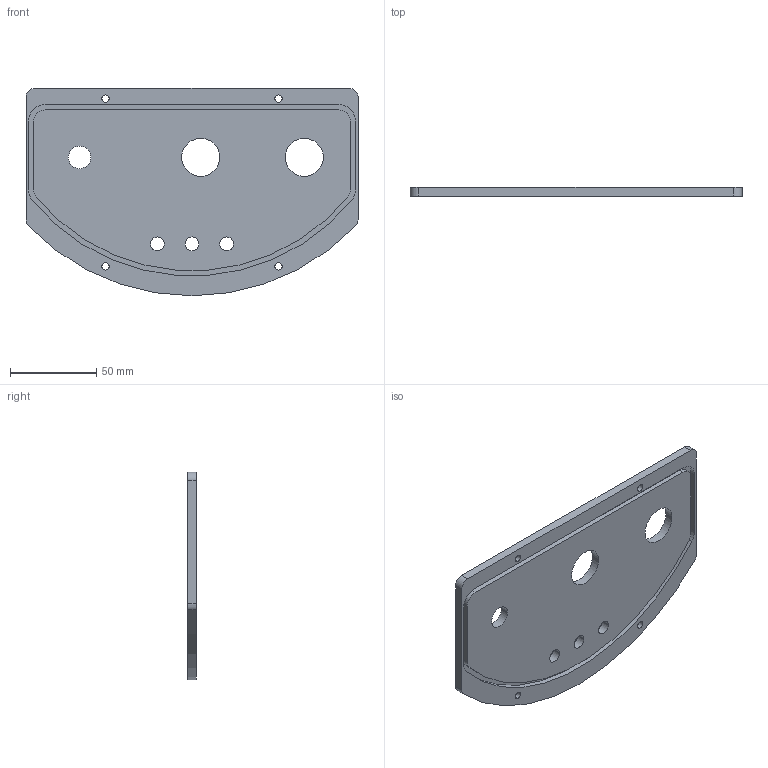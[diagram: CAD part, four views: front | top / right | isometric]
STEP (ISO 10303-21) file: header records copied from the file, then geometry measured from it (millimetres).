
FILE_DESCRIPTION (( 'STEP AP214' ), '1' );
FILE_NAME ('ALTI_USI_92-couvercle boitier elec.STEP', '2020-05-07T13:47:52', ( '' ), ( '' ), 'SwSTEP 2.0', 'SolidWorks 2016', '' );
FILE_SCHEMA (( 'AUTOMOTIVE_DESIGN' ));
Length unit declared in the file: millimetre
Products named in the file (1): ALTI_USI_92-couvercle boitier elec
Bounding box: 192 x 5 x 120 mm (x, y, z)
Volume: 92654.8 mm3; surface area: 46152.5 mm2
Topology: 1 solids, 1 shells, 56 faces, 148 edges, 96 vertices
Faces by surface type: cylinder 35, plane 13, cone 8
Entity records: 1840 total; most frequent: DIRECTION 340, CARTESIAN_POINT 301, ORIENTED_EDGE 296, EDGE_CURVE 148, AXIS2_PLACEMENT_3D 135, VERTEX_POINT 96, EDGE_LOOP 78, CIRCLE 78
